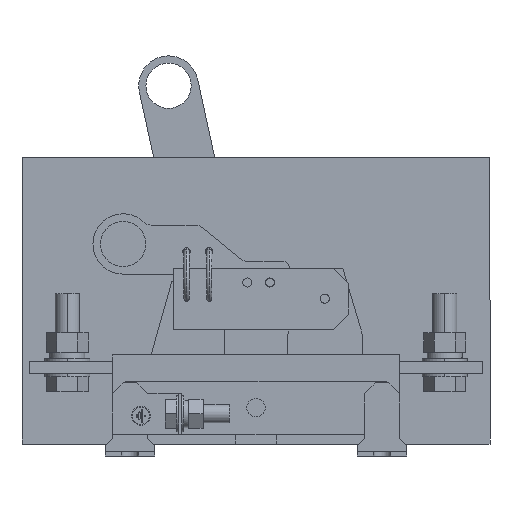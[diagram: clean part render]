
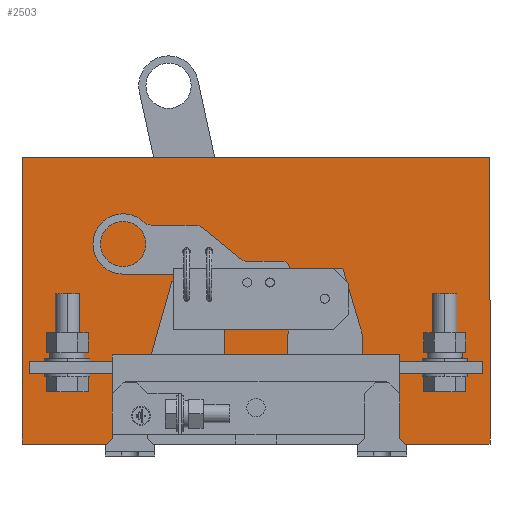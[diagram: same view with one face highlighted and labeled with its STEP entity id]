
A CAD part, left-side view. The second image highlights one B-rep face of the part: STEP entity #2503.
In plain terms, the highlighted planar face has unit normal (-1, 0, 0).
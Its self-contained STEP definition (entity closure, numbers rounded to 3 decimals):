
#289 = ORIENTED_EDGE ( 'NONE', *, *, #24762, .T. ) ;
#386 = LINE ( 'NONE', #23527, #17127 ) ;
#618 = CARTESIAN_POINT ( 'NONE',  ( -50., -75.5, -23.245 ) ) ;
#793 = DIRECTION ( 'NONE',  ( 0., 0., -1. ) ) ;
#886 = VECTOR ( 'NONE', #23312, 1000. ) ;
#1304 = VERTEX_POINT ( 'NONE', #5160 ) ;
#1564 = CARTESIAN_POINT ( 'NONE',  ( -50., 155., 166.75 ) ) ;
#1619 = CARTESIAN_POINT ( 'NONE',  ( -50., -95.25, -18. ) ) ;
#1664 = VECTOR ( 'NONE', #3552, 1000. ) ;
#1746 = CARTESIAN_POINT ( 'NONE',  ( -50., 75.5, 0. ) ) ;
#1853 = VECTOR ( 'NONE', #21178, 1000. ) ;
#2205 = VERTEX_POINT ( 'NONE', #12533 ) ;
#2503 = ADVANCED_FACE ( 'NONE', ( #24270 ), #12866, .F. ) ;
#2770 = VERTEX_POINT ( 'NONE', #26074 ) ;
#3089 = EDGE_CURVE ( 'NONE', #9272, #22815, #386, .T. ) ;
#3405 = VECTOR ( 'NONE', #11119, 1000. ) ;
#3425 = AXIS2_PLACEMENT_3D ( 'NONE', #13625, #11158, #10963 ) ;
#3552 = DIRECTION ( 'NONE',  ( 0., -1., 0. ) ) ;
#3688 = CARTESIAN_POINT ( 'NONE',  ( -50., 0., 18. ) ) ;
#3800 = DIRECTION ( 'NONE',  ( 0., 0., 1. ) ) ;
#3819 = CARTESIAN_POINT ( 'NONE',  ( -50., 75.5, 0. ) ) ;
#3938 = EDGE_CURVE ( 'NONE', #17828, #20943, #11950, .T. ) ;
#4251 = CARTESIAN_POINT ( 'NONE',  ( -50., 0., 23.25 ) ) ;
#4666 = DIRECTION ( 'NONE',  ( 0., 1., 0. ) ) ;
#4827 = ORIENTED_EDGE ( 'NONE', *, *, #14014, .F. ) ;
#4854 = DIRECTION ( 'NONE',  ( 0., 0., -1. ) ) ;
#5091 = EDGE_CURVE ( 'NONE', #17828, #11669, #25156, .T. ) ;
#5141 = EDGE_CURVE ( 'NONE', #11669, #19152, #16005, .T. ) ;
#5160 = CARTESIAN_POINT ( 'NONE',  ( -50., -75.5, -18. ) ) ;
#5205 = ORIENTED_EDGE ( 'NONE', *, *, #12851, .F. ) ;
#5508 = ORIENTED_EDGE ( 'NONE', *, *, #8631, .F. ) ;
#5741 = CARTESIAN_POINT ( 'NONE',  ( -50., -75.5, 0. ) ) ;
#5947 = CARTESIAN_POINT ( 'NONE',  ( -50., 155., 166.75 ) ) ;
#6031 = VERTEX_POINT ( 'NONE', #13996 ) ;
#6455 = VECTOR ( 'NONE', #26858, 1000. ) ;
#6583 = EDGE_LOOP ( 'NONE', ( #26754, #289, #15522, #7484, #5508, #20255, #7432, #27186, #22751, #24492, #5205, #14115, #26438, #9628, #19332, #4827 ) ) ;
#6779 = CARTESIAN_POINT ( 'NONE',  ( -50., 75.5, 18. ) ) ;
#6921 = EDGE_CURVE ( 'NONE', #16906, #11689, #23669, .T. ) ;
#7364 = VECTOR ( 'NONE', #3800, 1000. ) ;
#7432 = ORIENTED_EDGE ( 'NONE', *, *, #5091, .T. ) ;
#7478 = LINE ( 'NONE', #16631, #1664 ) ;
#7484 = ORIENTED_EDGE ( 'NONE', *, *, #3089, .F. ) ;
#7763 = VECTOR ( 'NONE', #4666, 1000. ) ;
#7871 = DIRECTION ( 'NONE',  ( 0., 0., 1. ) ) ;
#8392 = DIRECTION ( 'NONE',  ( 0., 0., -1. ) ) ;
#8631 = EDGE_CURVE ( 'NONE', #20943, #9272, #14430, .T. ) ;
#8641 = VECTOR ( 'NONE', #10275, 1000. ) ;
#8923 = CARTESIAN_POINT ( 'NONE',  ( -50., -95.25, 0. ) ) ;
#9272 = VERTEX_POINT ( 'NONE', #21239 ) ;
#9463 = LINE ( 'NONE', #20871, #13888 ) ;
#9628 = ORIENTED_EDGE ( 'NONE', *, *, #13894, .F. ) ;
#9785 = LINE ( 'NONE', #22343, #14888 ) ;
#10275 = DIRECTION ( 'NONE',  ( 0., 1., 0. ) ) ;
#10279 = EDGE_CURVE ( 'NONE', #22538, #23765, #26572, .T. ) ;
#10364 = CARTESIAN_POINT ( 'NONE',  ( -50., 155., -23.245 ) ) ;
#10610 = EDGE_CURVE ( 'NONE', #19152, #22538, #7478, .T. ) ;
#10822 = CARTESIAN_POINT ( 'NONE',  ( -50., -75.5, 18. ) ) ;
#10963 = DIRECTION ( 'NONE',  ( 0., 0., -1. ) ) ;
#11119 = DIRECTION ( 'NONE',  ( 0., 0., -1. ) ) ;
#11158 = DIRECTION ( 'NONE',  ( 1., 0., 0. ) ) ;
#11328 = CARTESIAN_POINT ( 'NONE',  ( -50., 95.25, -18. ) ) ;
#11561 = VECTOR ( 'NONE', #21382, 1000. ) ;
#11669 = VERTEX_POINT ( 'NONE', #17989 ) ;
#11689 = VERTEX_POINT ( 'NONE', #618 ) ;
#11950 = LINE ( 'NONE', #3819, #22833 ) ;
#12514 = LINE ( 'NONE', #5947, #886 ) ;
#12533 = CARTESIAN_POINT ( 'NONE',  ( -50., 75.5, -18. ) ) ;
#12565 = DIRECTION ( 'NONE',  ( 0., 0., -1. ) ) ;
#12851 = EDGE_CURVE ( 'NONE', #1304, #23765, #9463, .T. ) ;
#12866 = PLANE ( 'NONE',  #3425 ) ;
#12887 = LINE ( 'NONE', #19831, #7763 ) ;
#13176 = LINE ( 'NONE', #1564, #7364 ) ;
#13557 = EDGE_CURVE ( 'NONE', #15722, #13584, #12514, .T. ) ;
#13584 = VERTEX_POINT ( 'NONE', #21121 ) ;
#13608 = CARTESIAN_POINT ( 'NONE',  ( -50., -155., -23.245 ) ) ;
#13625 = CARTESIAN_POINT ( 'NONE',  ( -50., 0., 0. ) ) ;
#13888 = VECTOR ( 'NONE', #23063, 1000. ) ;
#13894 = EDGE_CURVE ( 'NONE', #13584, #16906, #16602, .T. ) ;
#13996 = CARTESIAN_POINT ( 'NONE',  ( -50., 155., -23.245 ) ) ;
#14014 = EDGE_CURVE ( 'NONE', #6031, #15722, #13176, .T. ) ;
#14115 = ORIENTED_EDGE ( 'NONE', *, *, #21244, .F. ) ;
#14430 = LINE ( 'NONE', #3688, #8641 ) ;
#14888 = VECTOR ( 'NONE', #15805, 1000. ) ;
#15522 = ORIENTED_EDGE ( 'NONE', *, *, #20039, .T. ) ;
#15722 = VERTEX_POINT ( 'NONE', #23845 ) ;
#15805 = DIRECTION ( 'NONE',  ( 0., 1., 0. ) ) ;
#16005 = LINE ( 'NONE', #19907, #16673 ) ;
#16602 = LINE ( 'NONE', #24726, #21682 ) ;
#16631 = CARTESIAN_POINT ( 'NONE',  ( -50., 0., 18. ) ) ;
#16673 = VECTOR ( 'NONE', #8392, 1000. ) ;
#16906 = VERTEX_POINT ( 'NONE', #13608 ) ;
#17127 = VECTOR ( 'NONE', #4854, 1000. ) ;
#17352 = LINE ( 'NONE', #1746, #11561 ) ;
#17828 = VERTEX_POINT ( 'NONE', #25604 ) ;
#17989 = CARTESIAN_POINT ( 'NONE',  ( -50., -75.5, 23.25 ) ) ;
#19152 = VERTEX_POINT ( 'NONE', #10822 ) ;
#19266 = EDGE_CURVE ( 'NONE', #2770, #6031, #12887, .T. ) ;
#19332 = ORIENTED_EDGE ( 'NONE', *, *, #13557, .F. ) ;
#19831 = CARTESIAN_POINT ( 'NONE',  ( -50., 155., -23.245 ) ) ;
#19907 = CARTESIAN_POINT ( 'NONE',  ( -50., -75.5, 0. ) ) ;
#20039 = EDGE_CURVE ( 'NONE', #2205, #22815, #9785, .T. ) ;
#20255 = ORIENTED_EDGE ( 'NONE', *, *, #3938, .F. ) ;
#20871 = CARTESIAN_POINT ( 'NONE',  ( -50., 0., -18. ) ) ;
#20943 = VERTEX_POINT ( 'NONE', #6779 ) ;
#20957 = VECTOR ( 'NONE', #7871, 1000. ) ;
#21034 = CARTESIAN_POINT ( 'NONE',  ( -50., -95.25, 18. ) ) ;
#21121 = CARTESIAN_POINT ( 'NONE',  ( -50., -155., 166.75 ) ) ;
#21178 = DIRECTION ( 'NONE',  ( 0., 1., 0. ) ) ;
#21239 = CARTESIAN_POINT ( 'NONE',  ( -50., 95.25, 18. ) ) ;
#21244 = EDGE_CURVE ( 'NONE', #11689, #1304, #27414, .T. ) ;
#21382 = DIRECTION ( 'NONE',  ( 0., 0., 1. ) ) ;
#21682 = VECTOR ( 'NONE', #793, 1000. ) ;
#22343 = CARTESIAN_POINT ( 'NONE',  ( -50., 0., -18. ) ) ;
#22538 = VERTEX_POINT ( 'NONE', #21034 ) ;
#22751 = ORIENTED_EDGE ( 'NONE', *, *, #10610, .T. ) ;
#22815 = VERTEX_POINT ( 'NONE', #11328 ) ;
#22833 = VECTOR ( 'NONE', #12565, 1000. ) ;
#23063 = DIRECTION ( 'NONE',  ( 0., -1., 0. ) ) ;
#23312 = DIRECTION ( 'NONE',  ( 0., -1., 0. ) ) ;
#23527 = CARTESIAN_POINT ( 'NONE',  ( -50., 95.25, 0. ) ) ;
#23669 = LINE ( 'NONE', #10364, #1853 ) ;
#23765 = VERTEX_POINT ( 'NONE', #1619 ) ;
#23845 = CARTESIAN_POINT ( 'NONE',  ( -50., 155., 166.75 ) ) ;
#24270 = FACE_OUTER_BOUND ( 'NONE', #6583, .T. ) ;
#24492 = ORIENTED_EDGE ( 'NONE', *, *, #10279, .T. ) ;
#24726 = CARTESIAN_POINT ( 'NONE',  ( -50., -155., 166.75 ) ) ;
#24762 = EDGE_CURVE ( 'NONE', #2770, #2205, #17352, .T. ) ;
#25156 = LINE ( 'NONE', #4251, #6455 ) ;
#25604 = CARTESIAN_POINT ( 'NONE',  ( -50., 75.5, 23.25 ) ) ;
#26074 = CARTESIAN_POINT ( 'NONE',  ( -50., 75.5, -23.245 ) ) ;
#26438 = ORIENTED_EDGE ( 'NONE', *, *, #6921, .F. ) ;
#26572 = LINE ( 'NONE', #8923, #3405 ) ;
#26754 = ORIENTED_EDGE ( 'NONE', *, *, #19266, .F. ) ;
#26858 = DIRECTION ( 'NONE',  ( 0., -1., 0. ) ) ;
#27186 = ORIENTED_EDGE ( 'NONE', *, *, #5141, .T. ) ;
#27414 = LINE ( 'NONE', #5741, #20957 ) ;
